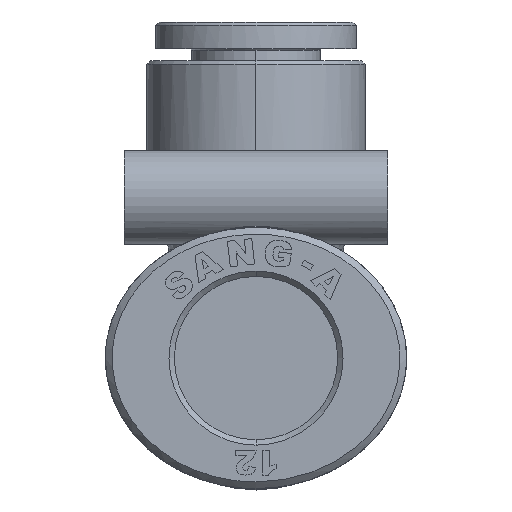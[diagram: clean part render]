
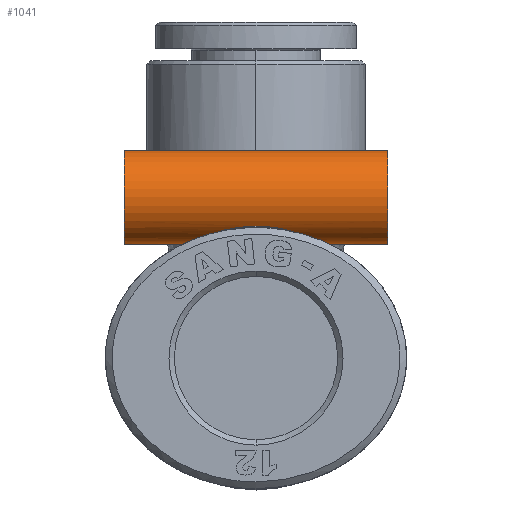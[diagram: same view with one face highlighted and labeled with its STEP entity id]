
A CAD part, left-side view. The second image highlights one B-rep face of the part: STEP entity #1041.
In plain terms, the highlighted cylindrical face has radius 3.5 mm (diameter 7 mm), a partial arc.
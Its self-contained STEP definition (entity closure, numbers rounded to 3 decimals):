
#576=CARTESIAN_POINT('',(-5.365,4.867,10.664));
#577=VERTEX_POINT('',#576);
#585=CARTESIAN_POINT('',(-5.428,4.496,10.021));
#586=VERTEX_POINT('',#585);
#587=CARTESIAN_POINT('',(-5.365,4.867,10.664));
#588=CARTESIAN_POINT('',(-5.373,4.881,10.622));
#589=CARTESIAN_POINT('',(-5.381,4.889,10.579));
#590=CARTESIAN_POINT('',(-5.394,4.89,10.49));
#591=CARTESIAN_POINT('',(-5.4,4.883,10.448));
#592=CARTESIAN_POINT('',(-5.412,4.848,10.343));
#593=CARTESIAN_POINT('',(-5.417,4.812,10.286));
#594=CARTESIAN_POINT('',(-5.426,4.704,10.159));
#595=CARTESIAN_POINT('',(-5.428,4.613,10.087));
#596=CARTESIAN_POINT('',(-5.428,4.496,10.021));
#597=B_SPLINE_CURVE_WITH_KNOTS('',3,(#587,#588,#589,#590,#591,#592,#593,#594,#595,#596),.UNSPECIFIED.,.F.,.U.,(4,2,2,2,4),(-1.032,-0.85,-0.672,-0.403,0.0),.UNSPECIFIED.);
#598=EDGE_CURVE('',#577,#586,#597,.T.);
#624=CARTESIAN_POINT('',(-5.428,4.458,10.));
#625=VERTEX_POINT('',#624);
#626=CARTESIAN_POINT('',(-5.428,4.496,10.021));
#627=CARTESIAN_POINT('',(-5.428,4.484,10.014));
#628=CARTESIAN_POINT('',(-5.428,4.471,10.007));
#629=CARTESIAN_POINT('',(-5.428,4.458,10.));
#630=B_SPLINE_CURVE_WITH_KNOTS('',3,(#626,#627,#628,#629),.UNSPECIFIED.,.F.,.U.,(4,4),(11.824,11.866),.UNSPECIFIED.);
#631=EDGE_CURVE('',#586,#625,#630,.T.);
#911=CARTESIAN_POINT('',(-4.078,0.,12.762));
#912=VERTEX_POINT('',#911);
#919=CARTESIAN_POINT('',(-4.078,0.,12.762));
#920=CARTESIAN_POINT('',(-4.078,0.411,12.762));
#921=CARTESIAN_POINT('',(-4.105,0.836,12.742));
#922=CARTESIAN_POINT('',(-4.213,1.68,12.652));
#923=CARTESIAN_POINT('',(-4.296,2.099,12.582));
#924=CARTESIAN_POINT('',(-4.504,2.894,12.374));
#925=CARTESIAN_POINT('',(-4.63,3.269,12.237));
#926=CARTESIAN_POINT('',(-4.83,3.777,11.961));
#927=CARTESIAN_POINT('',(-4.898,3.937,11.857));
#928=CARTESIAN_POINT('',(-5.033,4.234,11.621));
#929=CARTESIAN_POINT('',(-5.1,4.371,11.488));
#930=CARTESIAN_POINT('',(-5.199,4.564,11.249));
#931=CARTESIAN_POINT('',(-5.235,4.632,11.152));
#932=CARTESIAN_POINT('',(-5.3,4.752,10.944));
#933=CARTESIAN_POINT('',(-5.33,4.805,10.833));
#934=CARTESIAN_POINT('',(-5.358,4.855,10.7));
#935=CARTESIAN_POINT('',(-5.361,4.861,10.682));
#936=CARTESIAN_POINT('',(-5.365,4.867,10.664));
#937=B_SPLINE_CURVE_WITH_KNOTS('',3,(#919,#920,#921,#922,#923,#924,#925,#926,#927,#928,#929,#930,#931,#932,#933,#934,#935,#936),.UNSPECIFIED.,.F.,.U.,(4,2,2,2,2,2,2,2,4),(0.0,1.232,2.463,3.695,4.311,4.927,5.28,5.634,5.688),.UNSPECIFIED.);
#938=EDGE_CURVE('',#912,#577,#937,.T.);
#944=CARTESIAN_POINT('',(-1.928,0.,10.));
#945=DIRECTION('',(0.,-1.0,0.));
#946=DIRECTION('',(1.0,0.0,0.0));
#947=AXIS2_PLACEMENT_3D('',#944,#945,#946);
#948=CYLINDRICAL_SURFACE('',#947,3.5);
#949=CARTESIAN_POINT('',(1.572,9.85,10.));
#950=VERTEX_POINT('',#949);
#951=CARTESIAN_POINT('',(1.572,-9.85,10.));
#952=VERTEX_POINT('',#951);
#953=CARTESIAN_POINT('',(1.572,9.85,10.));
#954=DIRECTION('',(0.0,-1.0,0.0));
#955=VECTOR('',#954,19.7);
#956=LINE('',#953,#955);
#957=EDGE_CURVE('',#950,#952,#956,.T.);
#958=ORIENTED_EDGE('',*,*,#957,.F.);
#959=CARTESIAN_POINT('',(-5.428,9.85,10.));
#960=VERTEX_POINT('',#959);
#961=CARTESIAN_POINT('',(-1.928,9.85,10.));
#962=DIRECTION('',(0.0,-1.0,0.0));
#963=DIRECTION('',(1.0,0.0,0.0));
#964=AXIS2_PLACEMENT_3D('',#961,#962,#963);
#965=CIRCLE('',#964,3.5);
#966=EDGE_CURVE('',#950,#960,#965,.T.);
#967=ORIENTED_EDGE('',*,*,#966,.T.);
#968=CARTESIAN_POINT('',(-5.428,4.458,10.));
#969=DIRECTION('',(0.0,1.0,0.));
#970=VECTOR('',#969,5.392);
#971=LINE('',#968,#970);
#972=EDGE_CURVE('',#625,#960,#971,.T.);
#973=ORIENTED_EDGE('',*,*,#972,.F.);
#974=ORIENTED_EDGE('',*,*,#631,.F.);
#975=ORIENTED_EDGE('',*,*,#598,.F.);
#976=ORIENTED_EDGE('',*,*,#938,.F.);
#977=CARTESIAN_POINT('',(-5.365,-4.867,10.664));
#978=VERTEX_POINT('',#977);
#979=CARTESIAN_POINT('',(-5.365,-4.867,10.664));
#980=CARTESIAN_POINT('',(-5.361,-4.861,10.682));
#981=CARTESIAN_POINT('',(-5.358,-4.855,10.7));
#982=CARTESIAN_POINT('',(-5.33,-4.805,10.833));
#983=CARTESIAN_POINT('',(-5.3,-4.752,10.944));
#984=CARTESIAN_POINT('',(-5.235,-4.632,11.152));
#985=CARTESIAN_POINT('',(-5.199,-4.564,11.249));
#986=CARTESIAN_POINT('',(-5.1,-4.371,11.488));
#987=CARTESIAN_POINT('',(-5.033,-4.234,11.621));
#988=CARTESIAN_POINT('',(-4.898,-3.937,11.857));
#989=CARTESIAN_POINT('',(-4.83,-3.777,11.961));
#990=CARTESIAN_POINT('',(-4.63,-3.269,12.237));
#991=CARTESIAN_POINT('',(-4.504,-2.894,12.374));
#992=CARTESIAN_POINT('',(-4.296,-2.099,12.582));
#993=CARTESIAN_POINT('',(-4.213,-1.68,12.652));
#994=CARTESIAN_POINT('',(-4.105,-0.836,12.742));
#995=CARTESIAN_POINT('',(-4.078,-0.411,12.762));
#996=CARTESIAN_POINT('',(-4.078,0.,12.762));
#997=B_SPLINE_CURVE_WITH_KNOTS('',3,(#979,#980,#981,#982,#983,#984,#985,#986,#987,#988,#989,#990,#991,#992,#993,#994,#995,#996),.UNSPECIFIED.,.F.,.U.,(4,2,2,2,2,2,2,2,4),(-5.688,-5.634,-5.28,-4.927,-4.311,-3.695,-2.463,-1.232,0.0),.UNSPECIFIED.);
#998=EDGE_CURVE('',#978,#912,#997,.T.);
#999=ORIENTED_EDGE('',*,*,#998,.F.);
#1000=CARTESIAN_POINT('',(-5.428,-4.496,10.021));
#1001=VERTEX_POINT('',#1000);
#1002=CARTESIAN_POINT('',(-5.428,-4.496,10.021));
#1003=CARTESIAN_POINT('',(-5.428,-4.582,10.069));
#1004=CARTESIAN_POINT('',(-5.427,-4.666,10.128));
#1005=CARTESIAN_POINT('',(-5.42,-4.781,10.245));
#1006=CARTESIAN_POINT('',(-5.416,-4.821,10.297));
#1007=CARTESIAN_POINT('',(-5.405,-4.871,10.403));
#1008=CARTESIAN_POINT('',(-5.399,-4.885,10.453));
#1009=CARTESIAN_POINT('',(-5.384,-4.892,10.559));
#1010=CARTESIAN_POINT('',(-5.375,-4.885,10.612));
#1011=CARTESIAN_POINT('',(-5.365,-4.867,10.664));
#1012=B_SPLINE_CURVE_WITH_KNOTS('',3,(#1002,#1003,#1004,#1005,#1006,#1007,#1008,#1009,#1010,#1011),.UNSPECIFIED.,.F.,.U.,(4,2,2,2,4),(-0.813,-0.519,-0.323,-0.166,0.0),.UNSPECIFIED.);
#1013=EDGE_CURVE('',#1001,#978,#1012,.T.);
#1014=ORIENTED_EDGE('',*,*,#1013,.F.);
#1015=CARTESIAN_POINT('',(-5.428,-4.458,10.));
#1016=VERTEX_POINT('',#1015);
#1017=CARTESIAN_POINT('',(-5.428,-4.458,10.));
#1018=CARTESIAN_POINT('',(-5.428,-4.471,10.007));
#1019=CARTESIAN_POINT('',(-5.428,-4.484,10.014));
#1020=CARTESIAN_POINT('',(-5.428,-4.496,10.021));
#1021=B_SPLINE_CURVE_WITH_KNOTS('',3,(#1017,#1018,#1019,#1020),.UNSPECIFIED.,.F.,.U.,(4,4),(20.727,20.769),.UNSPECIFIED.);
#1022=EDGE_CURVE('',#1016,#1001,#1021,.T.);
#1023=ORIENTED_EDGE('',*,*,#1022,.F.);
#1024=CARTESIAN_POINT('',(-5.428,-9.85,10.));
#1025=VERTEX_POINT('',#1024);
#1026=CARTESIAN_POINT('',(-5.428,-9.85,10.));
#1027=DIRECTION('',(0.0,1.0,0.));
#1028=VECTOR('',#1027,5.392);
#1029=LINE('',#1026,#1028);
#1030=EDGE_CURVE('',#1025,#1016,#1029,.T.);
#1031=ORIENTED_EDGE('',*,*,#1030,.F.);
#1032=CARTESIAN_POINT('',(-1.928,-9.85,10.));
#1033=DIRECTION('',(0.0,1.0,0.0));
#1034=DIRECTION('',(1.0,0.0,0.0));
#1035=AXIS2_PLACEMENT_3D('',#1032,#1033,#1034);
#1036=CIRCLE('',#1035,3.5);
#1037=EDGE_CURVE('',#1025,#952,#1036,.T.);
#1038=ORIENTED_EDGE('',*,*,#1037,.T.);
#1039=EDGE_LOOP('',(#958,#967,#973,#974,#975,#976,#999,#1014,#1023,#1031,#1038));
#1040=FACE_OUTER_BOUND('',#1039,.T.);
#1041=ADVANCED_FACE('',(#1040),#948,.T.);
